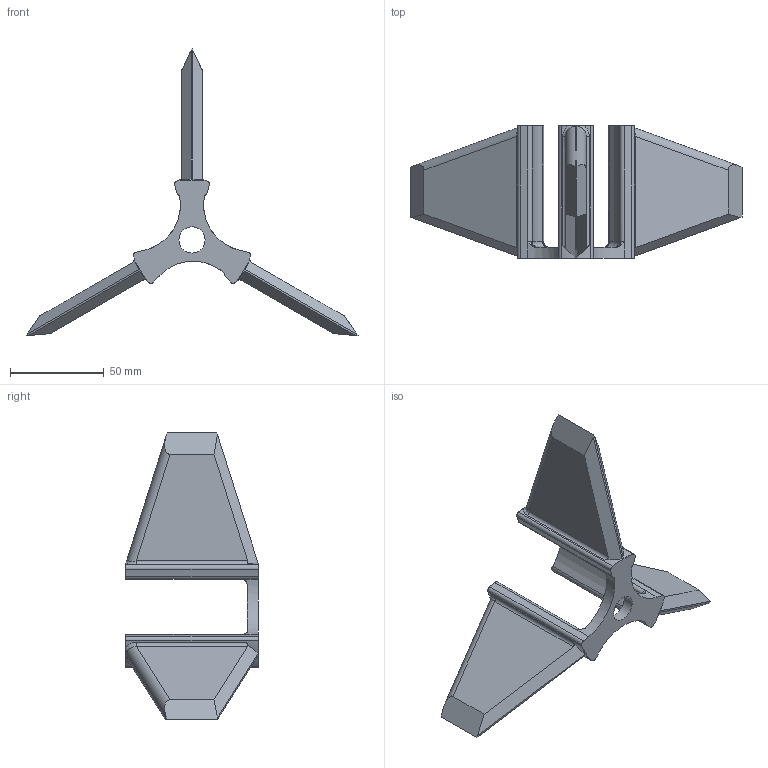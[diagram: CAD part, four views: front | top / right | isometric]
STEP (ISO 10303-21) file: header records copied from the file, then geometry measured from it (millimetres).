
FILE_DESCRIPTION(/* description */ (''),/* implementation_level */ '2;1');
FILE_NAME(/* name */ 'DownHolderC v15.step',/* time_stamp */ '2023-09-28T22:46:13-04:00',/* author */ (''),/* organization */ (''),/* preprocessor_version */ 'ST-DEVELOPER v20',/* originating_system */ 'Autodesk Translation Framework v12.14.0.127',/* authorisation */ '');
FILE_SCHEMA (('AUTOMOTIVE_DESIGN { 1 0 10303 214 3 1 1 }'));
Length unit declared in the file: millimetre
Products named in the file (1): DownHolderC
Bounding box: 177.54 x 71 x 153.75 mm (x, y, z)
Volume: 134284.4 mm3; surface area: 34095.2 mm2
Topology: 1 solids, 1 shells, 93 faces, 255 edges, 164 vertices
Faces by surface type: cylinder 40, plane 35, torus 12, bspline 6
Full cylindrical faces by diameter (mm): 14 x1
Entity records: 3299 total; most frequent: CARTESIAN_POINT 880, DIRECTION 517, ORIENTED_EDGE 510, EDGE_CURVE 255, AXIS2_PLACEMENT_3D 201, VERTEX_POINT 164, LINE 115, VECTOR 115
